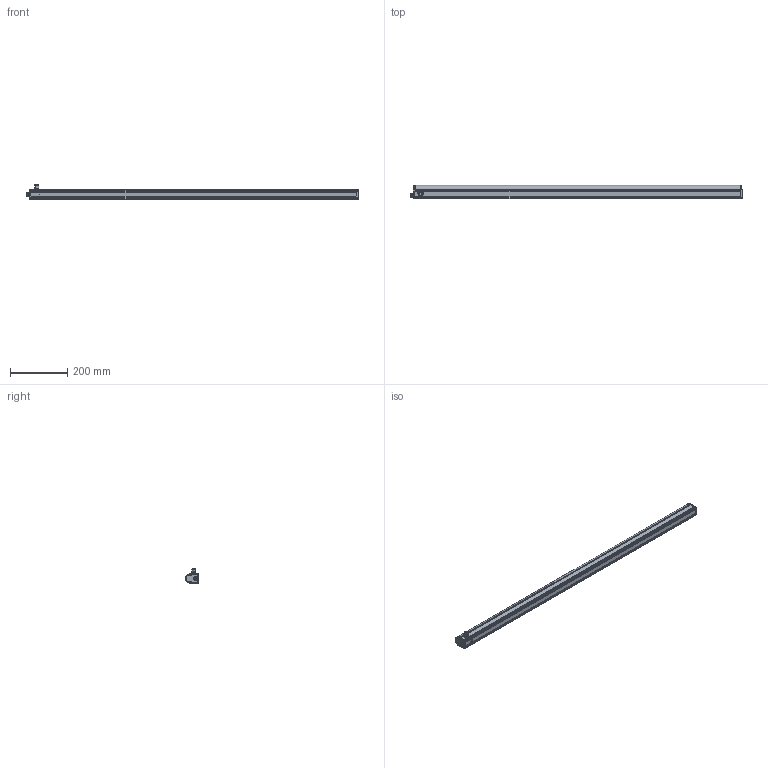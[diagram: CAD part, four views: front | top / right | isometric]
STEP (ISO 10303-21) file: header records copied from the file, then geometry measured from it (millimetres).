
FILE_DESCRIPTION((''),'2;1');
FILE_NAME('217539_ASM','2020-09-17T15:21:02',('PDMAdmin'),('BANNER ENGINEERING'),'CREO PARAMETRIC BY PTC INC, 2019292','CREO PARAMETRIC BY PTC INC, 2019292','');
FILE_SCHEMA(('CONFIG_CONTROL_DESIGN'));
Length unit declared in the file: inch
Products named in the file (60): 169942_POE; 217333; 169956; 170220; 170221_ASM; 169947; 175203; 217546A; 214845; WP_22_C240_H115; 217546A_ASM; WASHER_VIMEX; ALPHA_POT_1_NUT; 217331_ARTWORK; 170223; C-6-1437624-0-A-3D; 216891B; 170771; 216949_OLD; 169755; 217471; 168157; 167300; 05182; 59698; 187496; 60132; 198205; 52329; 149009; 209124; 169298; 217224; 44402; 217472; 169756; 64896; 170769; 216966; 217477 ...
Assembly tree (135 placements, depth 3):
  217539_ASM
    169942_POE
    217333
    170221_ASM
      169956
      170220  x4
    169947
    175203  x8
    217546A_ASM
      217546A
      214845  x3
      WP_22_C240_H115  x3
    WASHER_VIMEX
    ALPHA_POT_1_NUT
    217331_ARTWORK
    170223
    C-6-1437624-0-A-3D
    216891B_ASM
      216891B
      170771  x2
      216949_OLD
      169755
      217471
      168157  x2
      167300  x10
      05182  x2
      59698  x2
      187496  x2
      WP_22_C240_H115  x16
      60132
      198205  x15
      52329
      149009
      209124
      169298
      217224
      44402  x2
      217472  x8
      169756  x3
      64896
      170769
      216966  x2
      217477  x2
      30066
      169462
      169039
      197782  x2
      64036
      30062  x4
      160553
      127035
      30600
      34149
      170642_OLD
      217475  x2
      43860  x2
      169958
      217470
      02151
      115057
Bounding box: 1155 x 46 x 49.12 mm (x, y, z)
Volume: 307292.6 mm3; surface area: 470495.5 mm2
Topology: 160 solids, 160 shells, 4710 faces, 11911 edges, 7756 vertices
Faces by surface type: plane 2766, cylinder 1402, bspline 311, cone 111, torus 84, sphere 36
Entity records: 91152 total; most frequent: CARTESIAN_POINT 24703, DIRECTION 13655, ORIENTED_EDGE 13472, EDGE_CURVE 6736, VECTOR 4733, LINE 4733, AXIS2_PLACEMENT_3D 4461, VERTEX_POINT 4414
